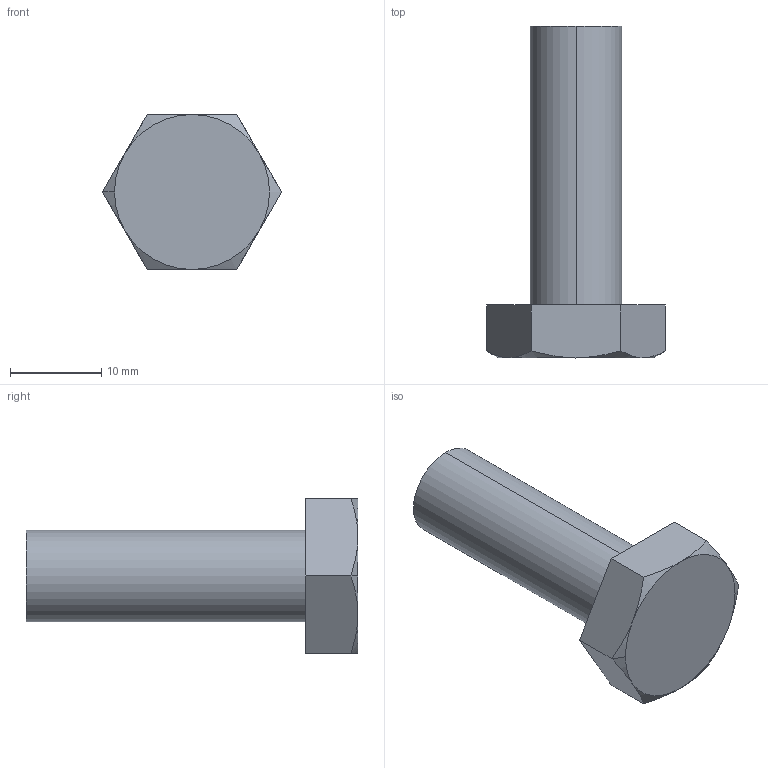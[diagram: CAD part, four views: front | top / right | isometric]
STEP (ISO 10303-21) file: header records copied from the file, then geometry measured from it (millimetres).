
FILE_DESCRIPTION (( 'STEP AP214' ), '1' );
FILE_NAME ('3156032.stp', '2021-01-04T11:42:20', ( '' ), ( '' ), 'SwSTEP 2.0', 'SolidWorks 2020', '' );
FILE_SCHEMA (( 'AUTOMOTIVE_DESIGN' ));
Length unit declared in the file: millimetre
Products named in the file (1): 3156032
Bounding box: 19.63 x 36.4 x 17 mm (x, y, z)
Volume: 3849.6 mm3; surface area: 1791.7 mm2
Topology: 1 solids, 1 shells, 18 faces, 38 edges, 23 vertices
Faces by surface type: plane 9, cone 7, cylinder 2
Entity records: 547 total; most frequent: CARTESIAN_POINT 140, ORIENTED_EDGE 76, DIRECTION 75, EDGE_CURVE 38, AXIS2_PLACEMENT_3D 30, VERTEX_POINT 23, EDGE_LOOP 19, FACE_OUTER_BOUND 18
